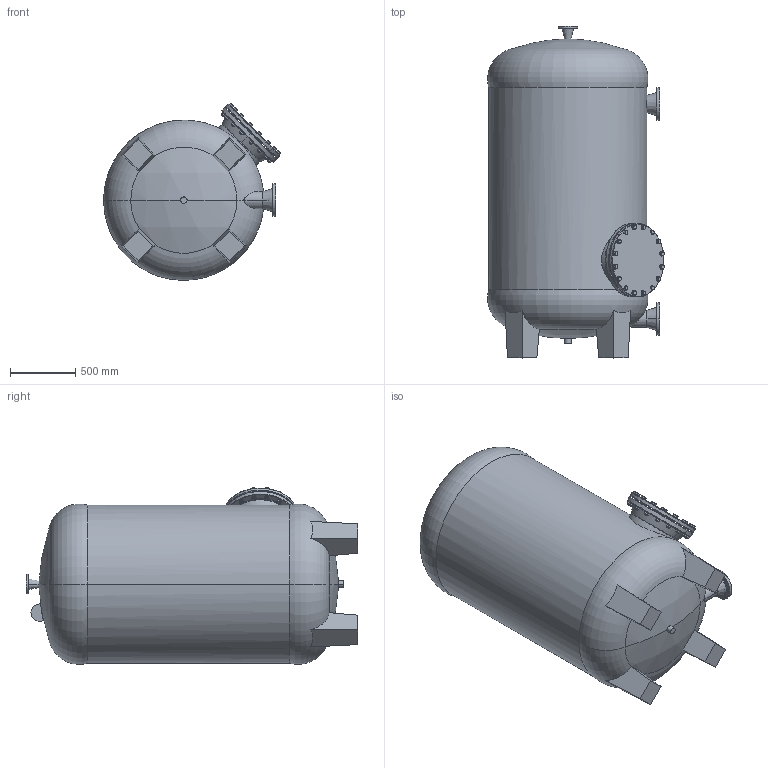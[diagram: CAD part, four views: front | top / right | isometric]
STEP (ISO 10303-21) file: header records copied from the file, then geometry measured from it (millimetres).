
FILE_DESCRIPTION (( 'STEP AP214' ), '1' );
FILE_NAME ('Ozon_reactor_120c.STEP', '2020-11-02T14:43:10', ( '' ), ( '' ), 'SwSTEP 2.0', 'SolidWorks 2019', '' );
FILE_SCHEMA (( 'AUTOMOTIVE_DESIGN' ));
Length unit declared in the file: millimetre
Products named in the file (1): Ozon_reactor_120c
Bounding box: 1357.44 x 2549.79 x 1357.03 mm (x, y, z)
Surface area: 12424767.4 mm2 (no closed solid volume)
Topology: 0 solids, 77 shells, 755 faces, 1774 edges, 1100 vertices
Faces by surface type: plane 298, cone 267, cylinder 142, torus 44, sphere 4
Entity records: 51078 total; most frequent: CARTESIAN_POINT 28830, ORIENTED_EDGE 3199, DIRECTION 1875, EDGE_CURVE 1774, B_SPLINE_CURVE_WITH_KNOTS 1563, VERTEX_POINT 1100, AXIS2_PLACEMENT_3D 908, EDGE_LOOP 804
